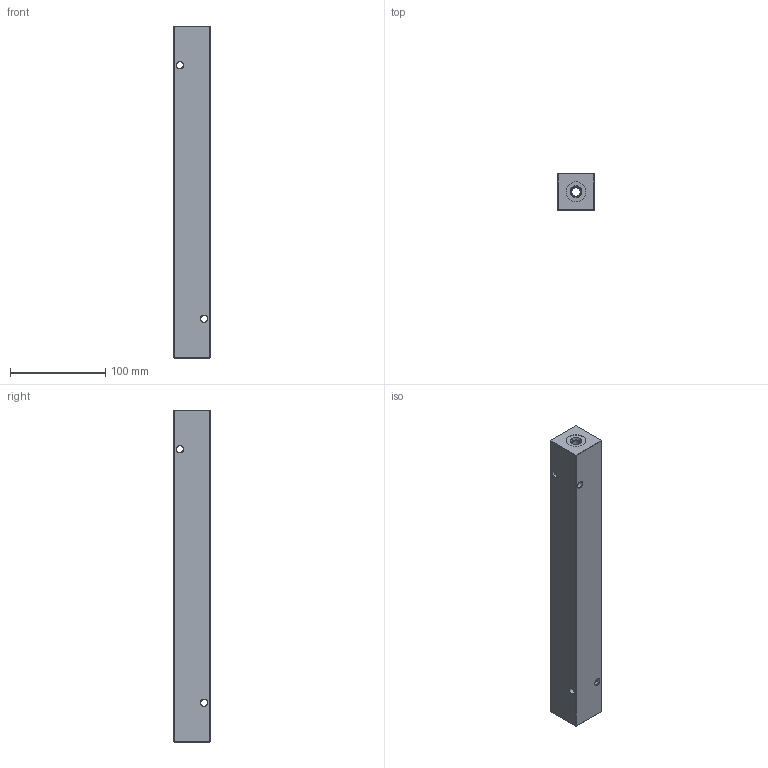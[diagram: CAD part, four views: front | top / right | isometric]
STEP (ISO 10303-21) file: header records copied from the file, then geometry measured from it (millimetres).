
FILE_DESCRIPTION (( 'STEP AP203' ), '1' );
FILE_NAME ('HM-9-90-S-4-4.STEP', '2020-11-09T14:05:36', ( '' ), ( '' ), 'SwSTEP 2.0', 'SolidWorks 2019', '' );
FILE_SCHEMA (( 'CONFIG_CONTROL_DESIGN' ));
Length unit declared in the file: inch
Products named in the file (1): HM-9-90-S-4-4
Bounding box: 38.1 x 38.1 x 349.25 mm (x, y, z)
Volume: 449416.8 mm3; surface area: 74995.2 mm2
Topology: 1 solids, 1 shells, 784 faces, 2013 edges, 1275 vertices
Faces by surface type: plane 265, bspline 186, cylinder 170, cone 163
Entity records: 33046 total; most frequent: CARTESIAN_POINT 15507, ORIENTED_EDGE 4026, DIRECTION 2957, EDGE_CURVE 2013, VERTEX_POINT 1275, VECTOR 987, LINE 987, AXIS2_PLACEMENT_3D 985
